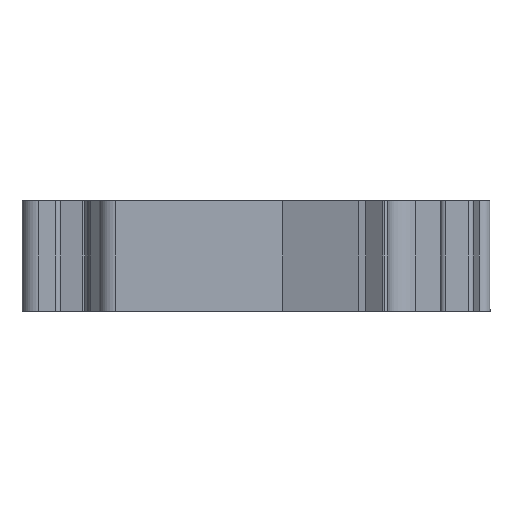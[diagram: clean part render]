
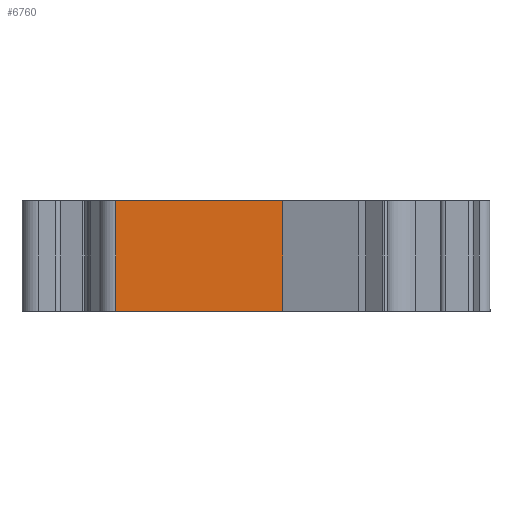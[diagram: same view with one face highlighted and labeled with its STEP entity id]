
A CAD part, front view. The second image highlights one B-rep face of the part: STEP entity #6760.
In plain terms, the highlighted planar face has unit normal (0, -1, 0).
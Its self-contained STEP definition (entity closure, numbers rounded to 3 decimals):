
#6370=CARTESIAN_POINT('',(-21.,0.,0.));
#6380=DIRECTION('',(-0.,-1.,-0.));
#6390=DIRECTION('',(-1.,0.,0.));
#6400=AXIS2_PLACEMENT_3D('',#6370,#6380,#6390);
#6410=PLANE('',#6400);
#6420=CARTESIAN_POINT('',(0.,0.,0.));
#6430=DIRECTION('',(1.,0.,0.));
#6440=VECTOR('',#6430,1.);
#6450=LINE('',#6420,#6440);
#6460=CARTESIAN_POINT('',(-13.,0.,0.));
#6470=VERTEX_POINT('',#6460);
#6480=CARTESIAN_POINT('',(2.196,0.,0.));
#6490=VERTEX_POINT('',#6480);
#6500=EDGE_CURVE('',#6470,#6490,#6450,.T.);
#6510=ORIENTED_EDGE('',*,*,#6500,.F.);
#6520=CARTESIAN_POINT('',(2.196,0.,0.));
#6530=DIRECTION('',(0.,0.,1.));
#6540=VECTOR('',#6530,1.);
#6550=LINE('',#6520,#6540);
#6560=CARTESIAN_POINT('',(2.196,0.,-10.));
#6570=VERTEX_POINT('',#6560);
#6580=EDGE_CURVE('',#6570,#6490,#6550,.T.);
#6590=ORIENTED_EDGE('',*,*,#6580,.T.);
#6600=CARTESIAN_POINT('',(0.,0.,-10.));
#6610=DIRECTION('',(1.,0.,0.));
#6620=VECTOR('',#6610,1.);
#6630=LINE('',#6600,#6620);
#6640=CARTESIAN_POINT('',(-13.,0.,-10.));
#6650=VERTEX_POINT('',#6640);
#6660=EDGE_CURVE('',#6650,#6570,#6630,.T.);
#6670=ORIENTED_EDGE('',*,*,#6660,.T.);
#6680=CARTESIAN_POINT('',(-13.,0.,
-11.));
#6690=DIRECTION('',(0.,0.,-1.));
#6700=VECTOR('',#6690,1.);
#6710=LINE('',#6680,#6700);
#6720=EDGE_CURVE('',#6470,#6650,#6710,.T.);
#6730=ORIENTED_EDGE('',*,*,#6720,.T.);
#6740=EDGE_LOOP('',(#6730,#6670,#6590,#6510));
#6750=FACE_OUTER_BOUND('',#6740,.T.);
#6760=ADVANCED_FACE('',(#6750),#6410,.T.);
